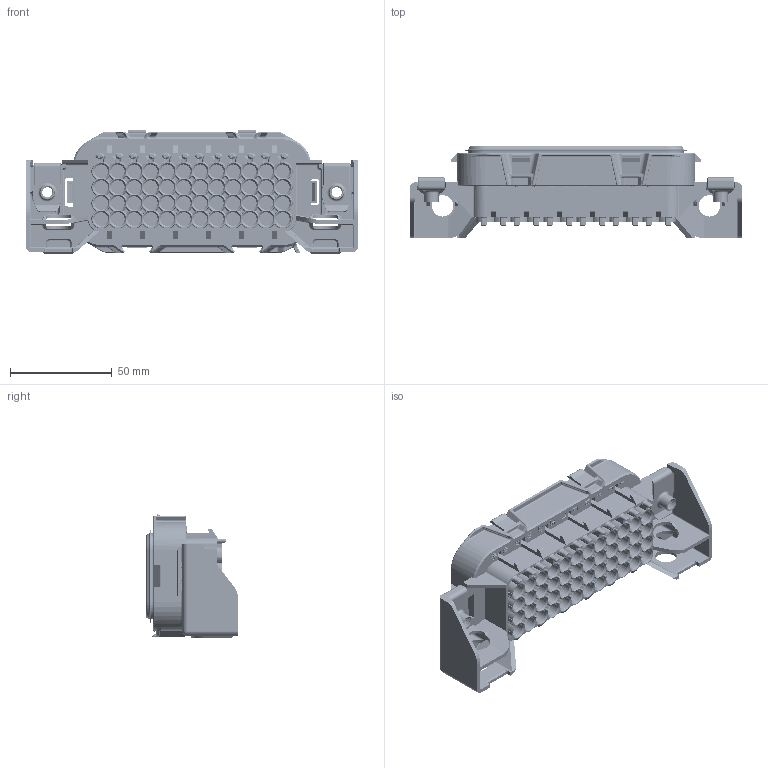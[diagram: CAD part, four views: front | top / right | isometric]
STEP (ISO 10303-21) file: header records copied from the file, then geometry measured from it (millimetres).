
FILE_DESCRIPTION((''),'2;1');
FILE_NAME('SC42-2033A-A001_NCF_ASM','2025-04-09T13:25:47',('20077268'),(''),'CREO PARAMETRIC BY PTC INC, 2024014','CREO PARAMETRIC BY PTC INC, 2024014','');
FILE_SCHEMA(('CONFIG_CONTROL_DESIGN'));
Products named in the file (7): C26-1012-2A_NCF_FOR_SALES_STP; C14-1013_INSTALLED_NCF; PDM-RS_INSTALLED_NCF_ASM; PDM-R4A01_NCF_ASM; C02-1012-M_NCF; PDM-TMC_NCF_ASM; SC42-2033A-A001_NCF_ASM
Assembly tree (7 placements, depth 4):
  SC42-2033A-A001_NCF_ASM
    PDM-R4A01_NCF_ASM
      C26-1012-2A_NCF_FOR_SALES_STP
      PDM-RS_INSTALLED_NCF_ASM
        C14-1013_INSTALLED_NCF
    PDM-TMC_NCF_ASM  x2
      C02-1012-M_NCF
Bounding box: 163 x 45.5 x 60.76 mm (x, y, z)
Volume: 123735.9 mm3; surface area: 107538.2 mm2
Topology: 4 solids, 52 shells, 6945 faces, 17240 edges, 10541 vertices
Faces by surface type: plane 2965, cylinder 1932, torus 808, cone 716, bspline 262, sphere 262
Entity records: 212220 total; most frequent: CARTESIAN_POINT 50109, DIRECTION 34605, ORIENTED_EDGE 33656, EDGE_CURVE 16828, AXIS2_PLACEMENT_3D 12315, VERTEX_POINT 10305, VECTOR 9975, LINE 9975
